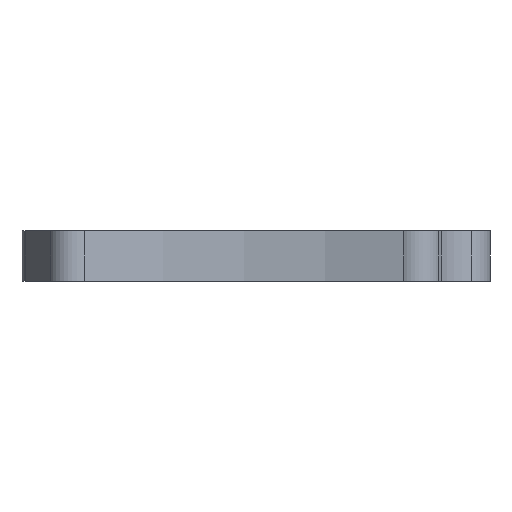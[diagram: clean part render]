
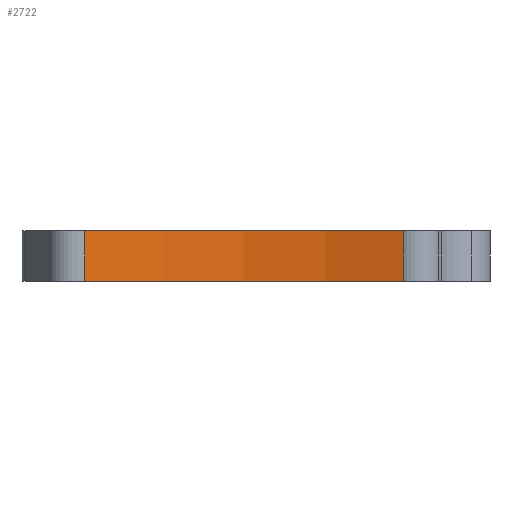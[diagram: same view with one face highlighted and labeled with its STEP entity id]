
A CAD part, front view. The second image highlights one B-rep face of the part: STEP entity #2722.
In plain terms, the highlighted cylindrical face has radius 80 mm (diameter 160 mm), a partial arc.
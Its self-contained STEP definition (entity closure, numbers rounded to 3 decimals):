
#42=CYLINDRICAL_SURFACE('',#2948,80.);
#132=CIRCLE('',#2825,80.);
#167=CIRCLE('',#2901,80.);
#301=FACE_OUTER_BOUND('',#480,.T.);
#480=EDGE_LOOP('',(#2276,#2277,#2278,#2279));
#783=LINE('',#4423,#1068);
#784=LINE('',#4424,#1069);
#1068=VECTOR('',#3561,1000.);
#1069=VECTOR('',#3562,1000.);
#1163=VERTEX_POINT('',#3920);
#1164=VERTEX_POINT('',#3922);
#1280=VERTEX_POINT('',#4239);
#1281=VERTEX_POINT('',#4241);
#1430=EDGE_CURVE('',#1163,#1164,#132,.T.);
#1591=EDGE_CURVE('',#1280,#1281,#167,.T.);
#1681=EDGE_CURVE('',#1281,#1163,#783,.T.);
#1682=EDGE_CURVE('',#1280,#1164,#784,.T.);
#2276=ORIENTED_EDGE('',*,*,#1681,.F.);
#2277=ORIENTED_EDGE('',*,*,#1591,.F.);
#2278=ORIENTED_EDGE('',*,*,#1682,.T.);
#2279=ORIENTED_EDGE('',*,*,#1430,.F.);
#2722=ADVANCED_FACE('',(#301),#42,.F.);
#2825=AXIS2_PLACEMENT_3D('',#3923,#3120,#3121);
#2901=AXIS2_PLACEMENT_3D('',#4242,#3398,#3399);
#2948=AXIS2_PLACEMENT_3D('',#4422,#3559,#3560);
#3120=DIRECTION('center_axis',(0.,0.,1.));
#3121=DIRECTION('ref_axis',(1.,0.,0.));
#3398=DIRECTION('center_axis',(0.,0.,-1.));
#3399=DIRECTION('ref_axis',(-1.,0.,0.));
#3559=DIRECTION('center_axis',(0.,0.,-1.));
#3560=DIRECTION('ref_axis',(-1.,0.,0.));
#3561=DIRECTION('',(0.,0.,-1.));
#3562=DIRECTION('',(0.,0.,-1.));
#3920=CARTESIAN_POINT('',(25.245,-23.928,0.));
#3922=CARTESIAN_POINT('',(-25.445,-23.928,0.));
#3923=CARTESIAN_POINT('Origin',(-0.1,-99.807,0.));
#4239=CARTESIAN_POINT('',(-25.445,-23.928,8.));
#4241=CARTESIAN_POINT('',(25.245,-23.928,8.));
#4242=CARTESIAN_POINT('Origin',(-0.1,-99.807,8.));
#4422=CARTESIAN_POINT('Origin',(-0.1,-99.807,8.));
#4423=CARTESIAN_POINT('',(25.245,-23.928,8.));
#4424=CARTESIAN_POINT('',(-25.445,-23.928,8.));
